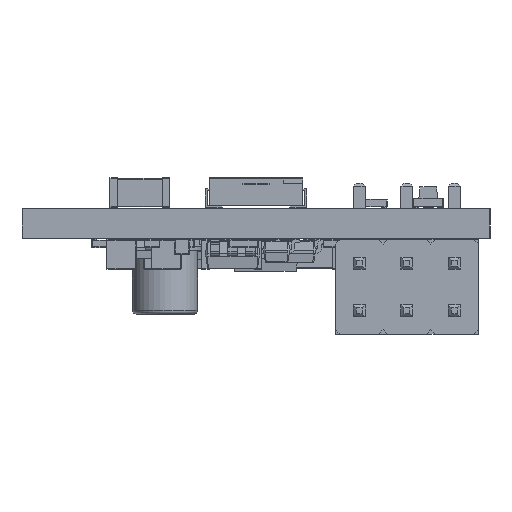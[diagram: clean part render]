
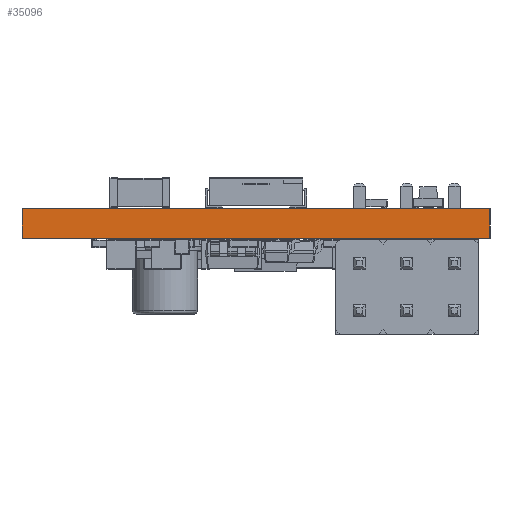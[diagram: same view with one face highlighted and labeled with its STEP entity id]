
A CAD part, left-side view. The second image highlights one B-rep face of the part: STEP entity #35096.
In plain terms, the highlighted planar face has unit normal (-1, 0, 0).
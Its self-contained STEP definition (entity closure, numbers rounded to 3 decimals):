
#2748=FACE_OUTER_BOUND('',#4597,.T.);
#4597=EDGE_LOOP('',(#29909,#29910,#29911,#29912));
#9275=LINE('',#56482,#13208);
#9276=LINE('',#56484,#13209);
#9277=LINE('',#56486,#13210);
#9278=LINE('',#56487,#13211);
#13208=VECTOR('',#46860,1.);
#13209=VECTOR('',#46861,1.);
#13210=VECTOR('',#46862,1.);
#13211=VECTOR('',#46863,1.);
#16094=VERTEX_POINT('',#56480);
#16095=VERTEX_POINT('',#56481);
#16096=VERTEX_POINT('',#56483);
#16097=VERTEX_POINT('',#56485);
#20709=EDGE_CURVE('',#16094,#16095,#9275,.T.);
#20710=EDGE_CURVE('',#16095,#16096,#9276,.T.);
#20711=EDGE_CURVE('',#16097,#16096,#9277,.T.);
#20712=EDGE_CURVE('',#16094,#16097,#9278,.T.);
#29909=ORIENTED_EDGE('',*,*,#20709,.T.);
#29910=ORIENTED_EDGE('',*,*,#20710,.T.);
#29911=ORIENTED_EDGE('',*,*,#20711,.F.);
#29912=ORIENTED_EDGE('',*,*,#20712,.F.);
#31525=PLANE('',#37817);
#35096=ADVANCED_FACE('',(#2748),#31525,.T.);
#37817=AXIS2_PLACEMENT_3D('',#56479,#46858,#46859);
#46858=DIRECTION('center_axis',(-1.,0.,0.));
#46859=DIRECTION('ref_axis',(0.,1.,0.));
#46860=DIRECTION('',(0.,0.,1.));
#46861=DIRECTION('',(0.,1.,0.));
#46862=DIRECTION('',(0.,0.,1.));
#46863=DIRECTION('',(0.,1.,0.));
#56479=CARTESIAN_POINT('Origin',(0.,-12.5,0.));
#56480=CARTESIAN_POINT('',(0.,-12.5,0.));
#56481=CARTESIAN_POINT('',(0.,-12.5,1.6));
#56482=CARTESIAN_POINT('',(0.,-12.5,0.));
#56483=CARTESIAN_POINT('',(0.,12.5,1.6));
#56484=CARTESIAN_POINT('',(0.,-12.5,1.6));
#56485=CARTESIAN_POINT('',(0.,12.5,0.));
#56486=CARTESIAN_POINT('',(0.,12.5,0.));
#56487=CARTESIAN_POINT('',(0.,-12.5,0.));
